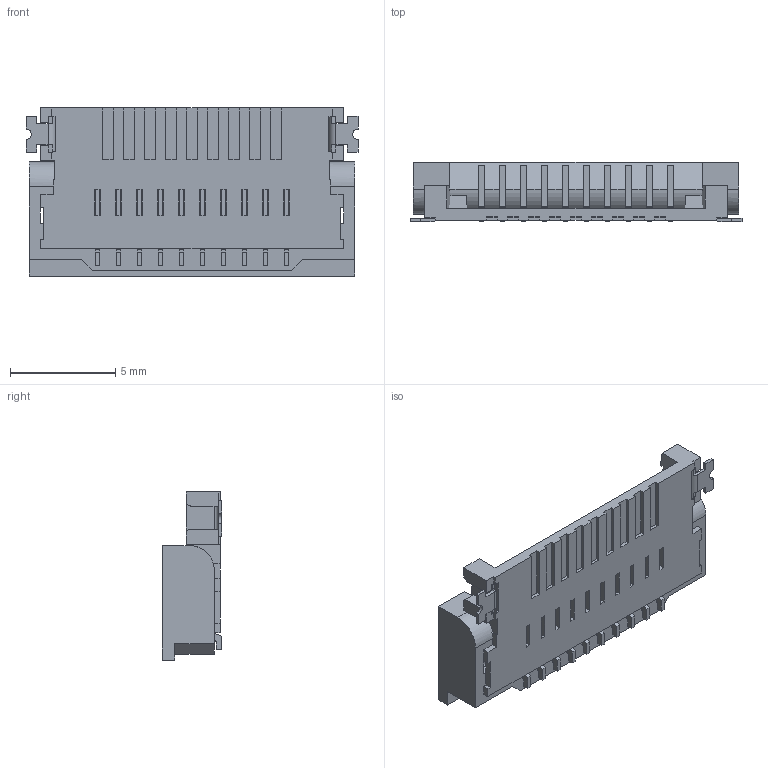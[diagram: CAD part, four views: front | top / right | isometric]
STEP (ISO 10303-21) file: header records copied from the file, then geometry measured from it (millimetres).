
FILE_DESCRIPTION((''),'2;1');
FILE_NAME('494561017','2009-06-24T',('gga'),(''),'PRO/ENGINEER BY PARAMETRIC TECHNOLOGY CORPORATION, 2003451','PRO/ENGINEER BY PARAMETRIC TECHNOLOGY CORPORATION, 2003451','');
FILE_SCHEMA(('CONFIG_CONTROL_DESIGN'));
Length unit declared in the file: millimetre
Products named in the file (1): 494561017
Bounding box: 15.8 x 2.83 x 8 mm (x, y, z)
Volume: 202.6 mm3; surface area: 587.4 mm2
Topology: 1 solids, 1 shells, 670 faces, 2151 edges, 1430 vertices
Faces by surface type: plane 569, cylinder 101
Entity records: 23578 total; most frequent: ORIENTED_EDGE 4206, CARTESIAN_POINT 4204, DIRECTION 3737, EDGE_CURVE 2103, VECTOR 1907, LINE 1907, VERTEX_POINT 1382, AXIS2_PLACEMENT_3D 915
